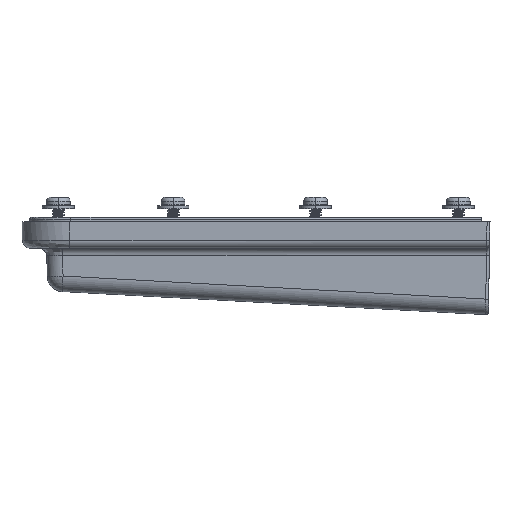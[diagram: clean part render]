
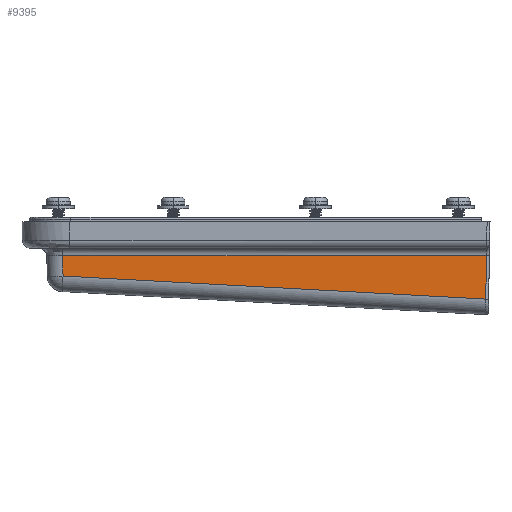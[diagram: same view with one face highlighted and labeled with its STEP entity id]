
A CAD part, left-side view. The second image highlights one B-rep face of the part: STEP entity #9395.
In plain terms, the highlighted planar face has unit normal (-1, 0, -0.018).
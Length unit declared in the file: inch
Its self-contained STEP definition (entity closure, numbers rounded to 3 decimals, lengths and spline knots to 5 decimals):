
#1662 = EDGE_LOOP ( 'NONE', ( #19866, #15637, #21336, #3690 ) ) ;
#2330 = VERTEX_POINT ( 'NONE', #28446 ) ;
#2914 = EDGE_CURVE ( 'NONE', #2330, #5904, #11240, .T. ) ;
#3002 = B_SPLINE_CURVE_WITH_KNOTS ( 'NONE', 3,
 ( #30792, #5089, #18126, #25894 ),
 .UNSPECIFIED., .F., .F.,
 ( 4, 4 ),
 ( 0., 1. ),
 .UNSPECIFIED. ) ;
#3086 = B_SPLINE_CURVE_WITH_KNOTS ( 'NONE', 3,
 ( #32526, #11923, #32695, #24422 ),
 .UNSPECIFIED., .F., .F.,
 ( 4, 4 ),
 ( 0., 1. ),
 .UNSPECIFIED. ) ;
#3645 = CARTESIAN_POINT ( 'NONE',  ( -2.98484, 3.23488, 0.23158 ) ) ;
#3690 = ORIENTED_EDGE ( 'NONE', *, *, #2914, .F. ) ;
#3695 = FACE_OUTER_BOUND ( 'NONE', #1662, .T. ) ;
#3717 = CARTESIAN_POINT ( 'NONE',  ( -2.98484, 3.23488, 0.23158 ) ) ;
#4112 = VERTEX_POINT ( 'NONE', #6283 ) ;
#4564 = B_SPLINE_CURVE_WITH_KNOTS ( 'NONE', 3,
 ( #6351, #8228, #18566, #3645 ),
 .UNSPECIFIED., .F., .F.,
 ( 4, 4 ),
 ( 0., 1. ),
 .UNSPECIFIED. ) ;
#5089 = CARTESIAN_POINT ( 'NONE',  ( -2.98247, -3.43648, 0.09572 ) ) ;
#5904 = VERTEX_POINT ( 'NONE', #20317 ) ;
#6283 = CARTESIAN_POINT ( 'NONE',  ( -2.97851, -3.43252, -0.13127 ) ) ;
#6322 = CARTESIAN_POINT ( 'NONE',  ( -2.99039, 3.24043, 0.54968 ) ) ;
#6351 = CARTESIAN_POINT ( 'NONE',  ( -2.99039, 3.24043, 0.54968 ) ) ;
#6402 = DIRECTION ( 'NONE',  ( -0.017, 0., 1. ) ) ;
#6491 = CARTESIAN_POINT ( 'NONE',  ( -2.9904, -3.4444, 0.54968 ) ) ;
#6634 = EDGE_CURVE ( 'NONE', #4112, #5904, #3002, .T. ) ;
#8228 = CARTESIAN_POINT ( 'NONE',  ( -2.98854, 3.23858, 0.44365 ) ) ;
#8264 = EDGE_CURVE ( 'NONE', #4112, #24971, #3086, .T. ) ;
#8535 = CARTESIAN_POINT ( 'NONE',  ( -2.99039, 1.01214, 0.54968 ) ) ;
#9395 = ADVANCED_FACE ( 'NONE', ( #3695 ), #22124, .T. ) ;
#11240 = B_SPLINE_CURVE_WITH_KNOTS ( 'NONE', 3,
 ( #6322, #8535, #19191, #6491 ),
 .UNSPECIFIED., .F., .F.,
 ( 4, 4 ),
 ( 0., 1. ),
 .UNSPECIFIED. ) ;
#11923 = CARTESIAN_POINT ( 'NONE',  ( -2.98062, -1.21005, -0.01032 ) ) ;
#12842 = AXIS2_PLACEMENT_3D ( 'NONE', #27368, #24844, #6402 ) ;
#15637 = ORIENTED_EDGE ( 'NONE', *, *, #8264, .F. ) ;
#18126 = CARTESIAN_POINT ( 'NONE',  ( -2.98643, -3.44044, 0.3227 ) ) ;
#18566 = CARTESIAN_POINT ( 'NONE',  ( -2.98669, 3.23673, 0.33761 ) ) ;
#19191 = CARTESIAN_POINT ( 'NONE',  ( -2.99039, -1.21612, 0.54968 ) ) ;
#19866 = ORIENTED_EDGE ( 'NONE', *, *, #22481, .T. ) ;
#20317 = CARTESIAN_POINT ( 'NONE',  ( -2.9904, -3.4444, 0.54968 ) ) ;
#21336 = ORIENTED_EDGE ( 'NONE', *, *, #6634, .T. ) ;
#22124 = PLANE ( 'NONE',  #12842 ) ;
#22481 = EDGE_CURVE ( 'NONE', #2330, #24971, #4564, .T. ) ;
#24422 = CARTESIAN_POINT ( 'NONE',  ( -2.98484, 3.23488, 0.23158 ) ) ;
#24844 = DIRECTION ( 'NONE',  ( -1., 0., -0.017 ) ) ;
#24971 = VERTEX_POINT ( 'NONE', #3717 ) ;
#25894 = CARTESIAN_POINT ( 'NONE',  ( -2.9904, -3.4444, 0.54968 ) ) ;
#27368 = CARTESIAN_POINT ( 'NONE',  ( -3., 4.62088, 1.1 ) ) ;
#28446 = CARTESIAN_POINT ( 'NONE',  ( -2.99039, 3.24043, 0.54968 ) ) ;
#30792 = CARTESIAN_POINT ( 'NONE',  ( -2.97851, -3.43252, -0.13127 ) ) ;
#32526 = CARTESIAN_POINT ( 'NONE',  ( -2.97851, -3.43252, -0.13127 ) ) ;
#32695 = CARTESIAN_POINT ( 'NONE',  ( -2.98273, 1.01241, 0.11063 ) ) ;
